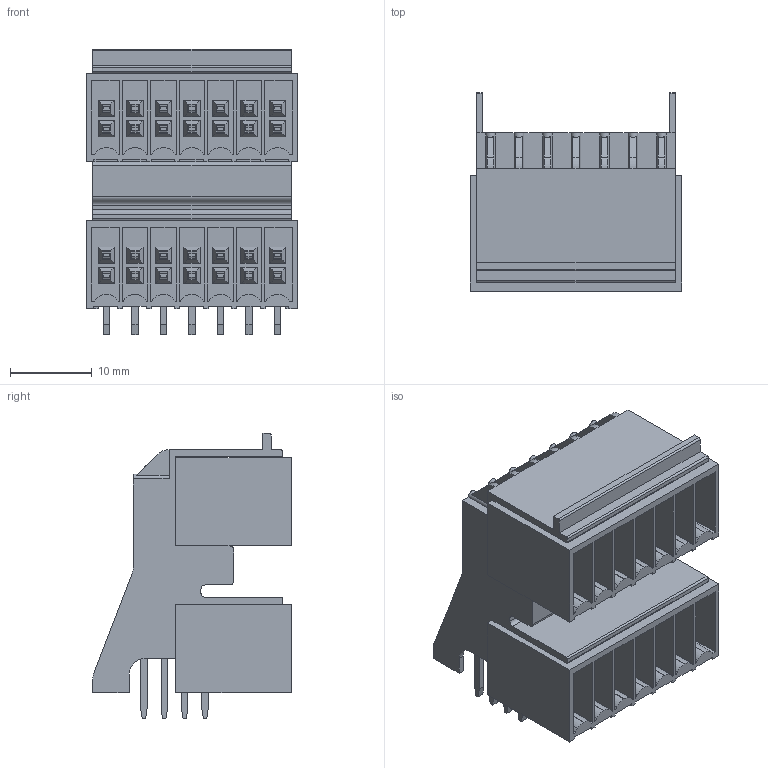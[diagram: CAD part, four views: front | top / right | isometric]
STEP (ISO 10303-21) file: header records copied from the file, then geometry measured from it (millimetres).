
FILE_DESCRIPTION(('CATIA V5 STEP Exchange','CAx-IF Rec.Pracs.--- Model Styling and Organization---1.2---2011-12-15'),'2;1');
FILE_NAME ('D1451380_0_1357850000_1357850000.stp','2018-09-18T11:37:20+00:00',('none'),('Weidmueller'),'CATIA Version 5-6 Release 2014','CATIA V5 STEP AP214','none');
FILE_SCHEMA(('AUTOMOTIVE_DESIGN { 1 0 10303 214 1 1 1 1 }'));
Length unit declared in the file: millimetre
Products named in the file (1): 1357850000
Bounding box: 25.9 x 24.4 x 35 mm (x, y, z)
Volume: 9395.5 mm3; surface area: 12628.8 mm2
Topology: 29 solids, 29 shells, 973 faces, 2586 edges, 1706 vertices
Faces by surface type: plane 903, cylinder 70
Entity records: 28037 total; most frequent: ORIENTED_EDGE 5172, CARTESIAN_POINT 5152, DIRECTION 3807, EDGE_CURVE 2586, VECTOR 2304, LINE 2304, VERTEX_POINT 1706, EDGE_LOOP 1064
